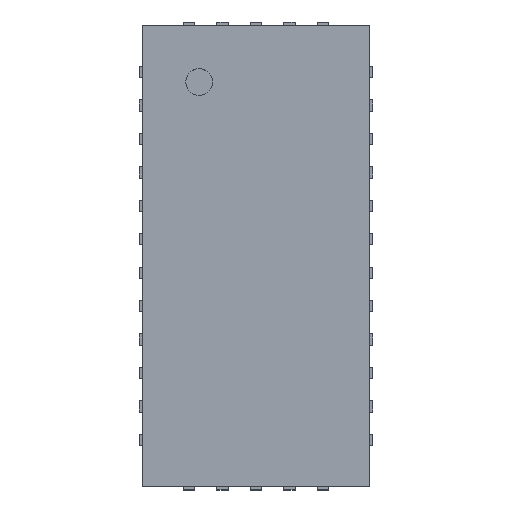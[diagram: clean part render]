
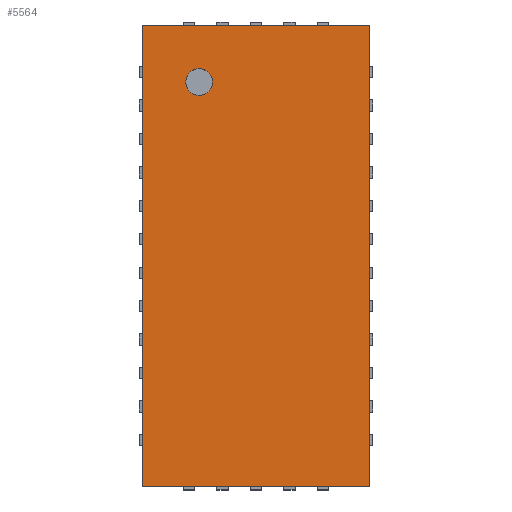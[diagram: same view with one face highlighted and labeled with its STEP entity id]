
A CAD part, top view. The second image highlights one B-rep face of the part: STEP entity #5564.
In plain terms, the highlighted planar face has unit normal (0, 0, 1).
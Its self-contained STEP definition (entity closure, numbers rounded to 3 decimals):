
#1358 = EDGE_CURVE('',#1359,#1361,#1363,.T.);
#1359 = VERTEX_POINT('',#1360);
#1360 = CARTESIAN_POINT('',(-1.7,3.45,1.1));
#1361 = VERTEX_POINT('',#1362);
#1362 = CARTESIAN_POINT('',(1.7,3.45,1.1));
#1363 = LINE('',#1364,#1365);
#1364 = CARTESIAN_POINT('',(-1.7,3.45,1.1));
#1365 = VECTOR('',#1366,1.);
#1366 = DIRECTION('',(1.,0.,0.));
#1996 = EDGE_CURVE('',#1361,#1997,#1999,.T.);
#1997 = VERTEX_POINT('',#1998);
#1998 = CARTESIAN_POINT('',(1.7,-3.45,1.1));
#1999 = LINE('',#2000,#2001);
#2000 = CARTESIAN_POINT('',(1.7,3.45,1.1));
#2001 = VECTOR('',#2002,1.);
#2002 = DIRECTION('',(0.,-1.,0.));
#3470 = EDGE_CURVE('',#3471,#1997,#3473,.T.);
#3471 = VERTEX_POINT('',#3472);
#3472 = CARTESIAN_POINT('',(-1.7,-3.45,1.1));
#3473 = LINE('',#3474,#3475);
#3474 = CARTESIAN_POINT('',(-1.7,-3.45,1.1));
#3475 = VECTOR('',#3476,1.);
#3476 = DIRECTION('',(1.,0.,0.));
#4101 = EDGE_CURVE('',#1359,#3471,#4102,.T.);
#4102 = LINE('',#4103,#4104);
#4103 = CARTESIAN_POINT('',(-1.7,3.45,1.1));
#4104 = VECTOR('',#4105,1.);
#4105 = DIRECTION('',(0.,-1.,0.));
#5564 = ADVANCED_FACE('',(#5565,#5571),#5582,.T.);
#5565 = FACE_BOUND('',#5566,.T.);
#5566 = EDGE_LOOP('',(#5567,#5568,#5569,#5570));
#5567 = ORIENTED_EDGE('',*,*,#1358,.F.);
#5568 = ORIENTED_EDGE('',*,*,#4101,.T.);
#5569 = ORIENTED_EDGE('',*,*,#3470,.T.);
#5570 = ORIENTED_EDGE('',*,*,#1996,.F.);
#5571 = FACE_BOUND('',#5572,.T.);
#5572 = EDGE_LOOP('',(#5573));
#5573 = ORIENTED_EDGE('',*,*,#5574,.T.);
#5574 = EDGE_CURVE('',#5575,#5575,#5577,.T.);
#5575 = VERTEX_POINT('',#5576);
#5576 = CARTESIAN_POINT('',(-0.85,2.4,1.1));
#5577 = CIRCLE('',#5578,0.2);
#5578 = AXIS2_PLACEMENT_3D('',#5579,#5580,#5581);
#5579 = CARTESIAN_POINT('',(-0.85,2.6,1.1));
#5580 = DIRECTION('',(-0.,0.,-1.));
#5581 = DIRECTION('',(0.,-1.,0.));
#5582 = PLANE('',#5583);
#5583 = AXIS2_PLACEMENT_3D('',#5584,#5585,#5586);
#5584 = CARTESIAN_POINT('',(-1.7,3.45,1.1));
#5585 = DIRECTION('',(0.,0.,1.));
#5586 = DIRECTION('',(0.,-1.,0.));
